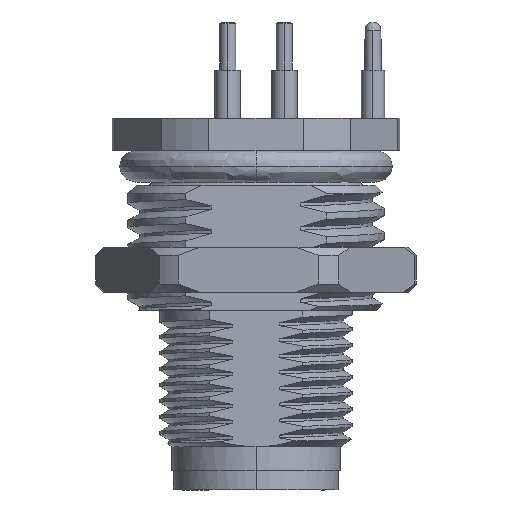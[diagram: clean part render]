
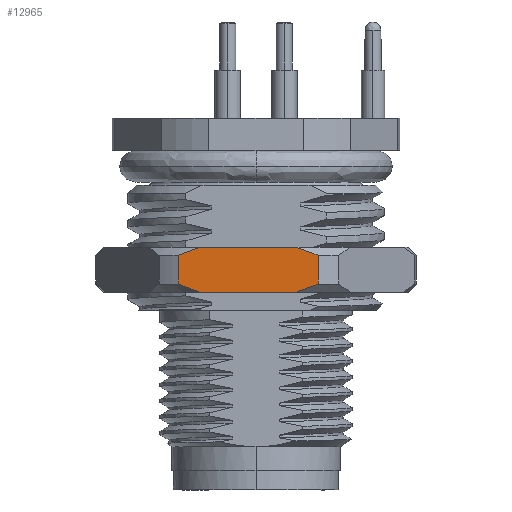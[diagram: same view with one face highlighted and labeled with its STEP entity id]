
A CAD part, left-side view. The second image highlights one B-rep face of the part: STEP entity #12965.
In plain terms, the highlighted planar face has unit normal (-0.999, 0.054, 0).
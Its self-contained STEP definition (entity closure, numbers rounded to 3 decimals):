
#111 = EDGE_CURVE ( 'NONE', #32333, #20887, #647, .T. ) ;
#647 = LINE ( 'NONE', #21045, #2762 ) ;
#1953 = ORIENTED_EDGE ( 'NONE', *, *, #2175, .T. ) ;
#2175 = EDGE_CURVE ( 'NONE', #16836, #9032, #19396, .T. ) ;
#2483 = VERTEX_POINT ( 'NONE', #9439 ) ;
#2762 = VECTOR ( 'NONE', #28136, 1000. ) ;
#4114 = DIRECTION ( 'NONE',  ( -0.999, 0.054, 0. ) ) ;
#4118 = DIRECTION ( 'NONE',  ( 0., 0., -1. ) ) ;
#4568 = ORIENTED_EDGE ( 'NONE', *, *, #23384, .F. ) ;
#5607 = EDGE_LOOP ( 'NONE', ( #1953, #4568, #29174, #15566, #11224, #9480, #27857, #29577 ) ) ;
#6083 = FACE_OUTER_BOUND ( 'NONE', #5607, .T. ) ;
#7961 = CARTESIAN_POINT ( 'NONE',  ( -9.173, -2.981, -8.191 ) ) ;
#8211 = VERTEX_POINT ( 'NONE', #24191 ) ;
#9032 = VERTEX_POINT ( 'NONE', #10984 ) ;
#9439 = CARTESIAN_POINT ( 'NONE',  ( -9.221, -3.869, -8.554 ) ) ;
#9462 = B_SPLINE_CURVE_WITH_KNOTS ( 'NONE', 3,
 ( #18582, #21381, #11664, #18904 ),
 .UNSPECIFIED., .F., .F.,
 ( 4, 4 ),
 ( 0., 1. ),
 .UNSPECIFIED. ) ;
#9480 = ORIENTED_EDGE ( 'NONE', *, *, #16885, .T. ) ;
#9846 = DIRECTION ( 'NONE',  ( -0.054, -0.999, 0. ) ) ;
#10379 = CARTESIAN_POINT ( 'NONE',  ( -9.15, -2.553, -10.854 ) ) ;
#10984 = CARTESIAN_POINT ( 'NONE',  ( -9.15, -2.553, -10.854 ) ) ;
#11088 = B_SPLINE_CURVE_WITH_KNOTS ( 'NONE', 3,
 ( #18647, #18162, #7961, #18484 ),
 .UNSPECIFIED., .F., .F.,
 ( 4, 4 ),
 ( 0., 1. ),
 .UNSPECIFIED. ) ;
#11224 = ORIENTED_EDGE ( 'NONE', *, *, #111, .T. ) ;
#11337 = CARTESIAN_POINT ( 'NONE',  ( -8.824, 3.52, -10.854 ) ) ;
#11664 = CARTESIAN_POINT ( 'NONE',  ( -8.777, 4.386, -8.357 ) ) ;
#12254 = B_SPLINE_CURVE_WITH_KNOTS ( 'NONE', 3,
 ( #13175, #28159, #23056, #10379 ),
 .UNSPECIFIED., .F., .F.,
 ( 4, 4 ),
 ( 0., 1. ),
 .UNSPECIFIED. ) ;
#12965 = ADVANCED_FACE ( 'NONE', ( #6083 ), #31634, .T. ) ;
#13175 = CARTESIAN_POINT ( 'NONE',  ( -9.221, -3.869, -10.354 ) ) ;
#13824 = CARTESIAN_POINT ( 'NONE',  ( -9.221, -3.869, -8.054 ) ) ;
#14025 = CARTESIAN_POINT ( 'NONE',  ( -9.221, -3.869, -8.054 ) ) ;
#14726 = EDGE_CURVE ( 'NONE', #2483, #32333, #11088, .T. ) ;
#14902 = VECTOR ( 'NONE', #21274, 1000. ) ;
#15566 = ORIENTED_EDGE ( 'NONE', *, *, #14726, .T. ) ;
#16268 = CARTESIAN_POINT ( 'NONE',  ( -8.8, 3.954, -10.714 ) ) ;
#16505 = VERTEX_POINT ( 'NONE', #29204 ) ;
#16621 = LINE ( 'NONE', #26840, #26735 ) ;
#16836 = VERTEX_POINT ( 'NONE', #11337 ) ;
#16879 = EDGE_CURVE ( 'NONE', #16836, #21207, #20884, .T. ) ;
#16885 = EDGE_CURVE ( 'NONE', #20887, #16505, #9462, .T. ) ;
#18162 = CARTESIAN_POINT ( 'NONE',  ( -9.197, -3.419, -8.357 ) ) ;
#18245 = VECTOR ( 'NONE', #9846, 1000. ) ;
#18484 = CARTESIAN_POINT ( 'NONE',  ( -9.15, -2.553, -8.054 ) ) ;
#18582 = CARTESIAN_POINT ( 'NONE',  ( -8.824, 3.52, -8.054 ) ) ;
#18647 = CARTESIAN_POINT ( 'NONE',  ( -9.221, -3.869, -8.554 ) ) ;
#18904 = CARTESIAN_POINT ( 'NONE',  ( -8.753, 4.836, -8.554 ) ) ;
#19009 = CARTESIAN_POINT ( 'NONE',  ( -8.824, 3.52, -8.054 ) ) ;
#19396 = LINE ( 'NONE', #32098, #18245 ) ;
#20884 = B_SPLINE_CURVE_WITH_KNOTS ( 'NONE', 3,
 ( #28965, #16268, #21052, #31773 ),
 .UNSPECIFIED., .F., .F.,
 ( 4, 4 ),
 ( 0., 1. ),
 .UNSPECIFIED. ) ;
#20887 = VERTEX_POINT ( 'NONE', #19009 ) ;
#21045 = CARTESIAN_POINT ( 'NONE',  ( -9.15, -2.553, -8.054 ) ) ;
#21052 = CARTESIAN_POINT ( 'NONE',  ( -8.777, 4.391, -10.548 ) ) ;
#21207 = VERTEX_POINT ( 'NONE', #26018 ) ;
#21274 = DIRECTION ( 'NONE',  ( 0., 0., 1. ) ) ;
#21381 = CARTESIAN_POINT ( 'NONE',  ( -8.801, 3.948, -8.191 ) ) ;
#22978 = EDGE_CURVE ( 'NONE', #8211, #2483, #29515, .T. ) ;
#23056 = CARTESIAN_POINT ( 'NONE',  ( -9.174, -2.987, -10.714 ) ) ;
#23384 = EDGE_CURVE ( 'NONE', #8211, #9032, #12254, .T. ) ;
#24191 = CARTESIAN_POINT ( 'NONE',  ( -9.221, -3.869, -10.354 ) ) ;
#24898 = AXIS2_PLACEMENT_3D ( 'NONE', #13824, #4114, #26337 ) ;
#26018 = CARTESIAN_POINT ( 'NONE',  ( -8.753, 4.836, -10.354 ) ) ;
#26337 = DIRECTION ( 'NONE',  ( -0.054, -0.999, 0. ) ) ;
#26735 = VECTOR ( 'NONE', #4118, 1000. ) ;
#26840 = CARTESIAN_POINT ( 'NONE',  ( -8.753, 4.836, -8.054 ) ) ;
#27857 = ORIENTED_EDGE ( 'NONE', *, *, #28973, .T. ) ;
#28136 = DIRECTION ( 'NONE',  ( 0.054, 0.999, 0. ) ) ;
#28159 = CARTESIAN_POINT ( 'NONE',  ( -9.197, -3.424, -10.548 ) ) ;
#28965 = CARTESIAN_POINT ( 'NONE',  ( -8.824, 3.52, -10.854 ) ) ;
#28973 = EDGE_CURVE ( 'NONE', #16505, #21207, #16621, .T. ) ;
#29174 = ORIENTED_EDGE ( 'NONE', *, *, #22978, .T. ) ;
#29204 = CARTESIAN_POINT ( 'NONE',  ( -8.753, 4.836, -8.554 ) ) ;
#29515 = LINE ( 'NONE', #14025, #14902 ) ;
#29577 = ORIENTED_EDGE ( 'NONE', *, *, #16879, .F. ) ;
#30546 = CARTESIAN_POINT ( 'NONE',  ( -9.15, -2.553, -8.054 ) ) ;
#31634 = PLANE ( 'NONE',  #24898 ) ;
#31773 = CARTESIAN_POINT ( 'NONE',  ( -8.753, 4.836, -10.354 ) ) ;
#32098 = CARTESIAN_POINT ( 'NONE',  ( -9.221, -3.869, -10.854 ) ) ;
#32333 = VERTEX_POINT ( 'NONE', #30546 ) ;
